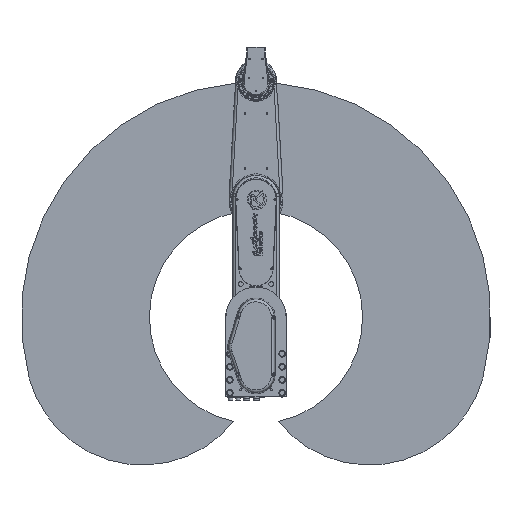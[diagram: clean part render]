
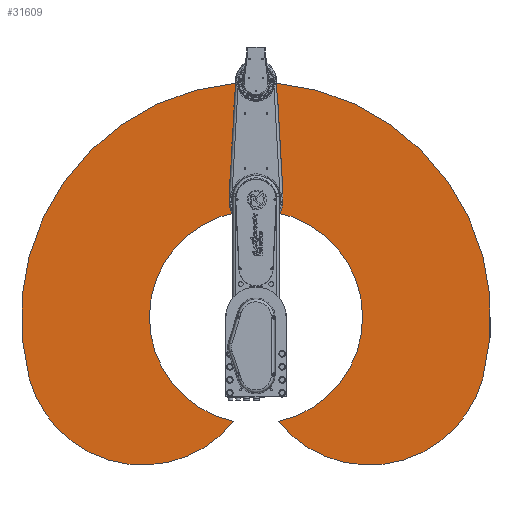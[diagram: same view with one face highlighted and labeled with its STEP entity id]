
A CAD part, left-side view. The second image highlights one B-rep face of the part: STEP entity #31609.
In plain terms, the highlighted face is planar.
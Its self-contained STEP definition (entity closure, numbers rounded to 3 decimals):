
#4045=CIRCLE('',#35436,408.591);
#4046=CIRCLE('',#35437,450.);
#4047=CIRCLE('',#35438,900.);
#4048=CIRCLE('',#35439,450.);
#6056=FACE_OUTER_BOUND('',#8279,.T.);
#8279=EDGE_LOOP('',(#27375,#27376,#27377,#27378));
#14476=VERTEX_POINT('',#78723);
#14477=VERTEX_POINT('',#78724);
#14478=VERTEX_POINT('',#78726);
#14479=VERTEX_POINT('',#78728);
#18777=EDGE_CURVE('',#14476,#14477,#4045,.T.);
#18778=EDGE_CURVE('',#14477,#14478,#4046,.T.);
#18779=EDGE_CURVE('',#14478,#14479,#4047,.T.);
#18780=EDGE_CURVE('',#14479,#14476,#4048,.T.);
#27375=ORIENTED_EDGE('',*,*,#18777,.T.);
#27376=ORIENTED_EDGE('',*,*,#18778,.T.);
#27377=ORIENTED_EDGE('',*,*,#18779,.T.);
#27378=ORIENTED_EDGE('',*,*,#18780,.T.);
#28099=PLANE('',#35435);
#31609=ADVANCED_FACE('',(#6056),#28099,.F.);
#35435=AXIS2_PLACEMENT_3D('',#78722,#44560,#44561);
#35436=AXIS2_PLACEMENT_3D('',#78725,#44562,#44563);
#35437=AXIS2_PLACEMENT_3D('',#78727,#44564,#44565);
#35438=AXIS2_PLACEMENT_3D('',#78729,#44566,#44567);
#35439=AXIS2_PLACEMENT_3D('',#78730,#44568,#44569);
#44560=DIRECTION('center_axis',(0.,0.,1.));
#44561=DIRECTION('ref_axis',(1.,0.,0.));
#44562=DIRECTION('center_axis',(0.,0.,1.));
#44563=DIRECTION('ref_axis',(-0.978,-0.208,0.));
#44564=DIRECTION('center_axis',(0.,0.,-1.));
#44565=DIRECTION('ref_axis',(0.259,-0.966,0.));
#44566=DIRECTION('center_axis',(0.,0.,-1.));
#44567=DIRECTION('ref_axis',(0.259,0.966,0.));
#44568=DIRECTION('center_axis',(0.,0.,-1.));
#44569=DIRECTION('ref_axis',(0.629,-0.777,0.));
#78722=CARTESIAN_POINT('Origin',(90.926,0.,
-0.5));
#78723=CARTESIAN_POINT('',(-399.663,-84.951,-0.5));
#78724=CARTESIAN_POINT('',(-399.663,84.951,-0.5));
#78725=CARTESIAN_POINT('Origin',(0.,0.,-0.5));
#78726=CARTESIAN_POINT('',(-232.937,869.333,-0.5));
#78727=CARTESIAN_POINT('Origin',(-116.469,434.667,-0.5));
#78728=CARTESIAN_POINT('',(-232.937,-869.333,-0.5));
#78729=CARTESIAN_POINT('Origin',(0.,0.,-0.5));
#78730=CARTESIAN_POINT('Origin',(-116.469,-434.667,-0.5));
